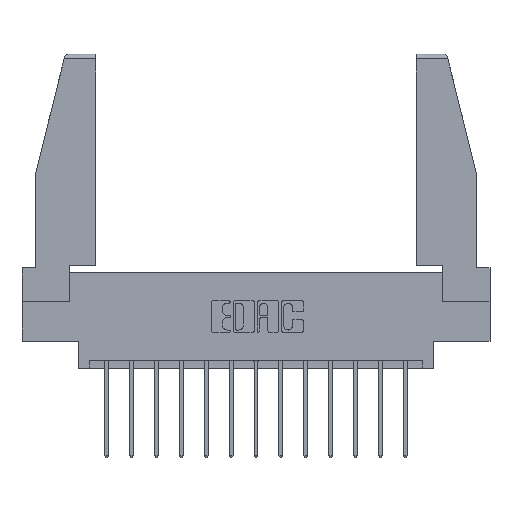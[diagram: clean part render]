
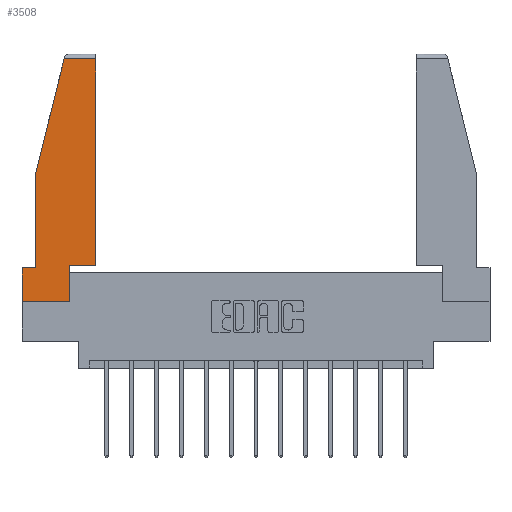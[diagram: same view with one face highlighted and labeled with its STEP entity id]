
A CAD part, top view. The second image highlights one B-rep face of the part: STEP entity #3508.
In plain terms, the highlighted planar face has unit normal (0, 0, 1).
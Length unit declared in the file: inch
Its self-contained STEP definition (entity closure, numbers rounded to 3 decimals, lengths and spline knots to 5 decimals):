
#285 = CARTESIAN_POINT ( 'NONE',  ( 0., 1.52, 0. ) ) ;
#432 = VECTOR ( 'NONE', #6811, 39.37008 ) ;
#851 = ORIENTED_EDGE ( 'NONE', *, *, #11410, .T. ) ;
#1007 = LINE ( 'NONE', #10004, #15315 ) ;
#1414 = CARTESIAN_POINT ( 'NONE',  ( 0.297, 0.223, 0. ) ) ;
#1459 = CARTESIAN_POINT ( 'NONE',  ( 0.461, 0.223, 0. ) ) ;
#1650 = LINE ( 'NONE', #15138, #4013 ) ;
#1710 = EDGE_CURVE ( 'NONE', #8543, #2314, #13067, .T. ) ;
#1795 = VERTEX_POINT ( 'NONE', #15396 ) ;
#1888 = CARTESIAN_POINT ( 'NONE',  ( 0.297, 0., 0. ) ) ;
#2155 = EDGE_CURVE ( 'NONE', #1795, #10551, #14079, .T. ) ;
#2314 = VERTEX_POINT ( 'NONE', #13846 ) ;
#2400 = CARTESIAN_POINT ( 'NONE',  ( 0.271, 1.55, 0. ) ) ;
#2418 = LINE ( 'NONE', #1459, #14198 ) ;
#2608 = DIRECTION ( 'NONE',  ( 0., -1., 0. ) ) ;
#3087 = DIRECTION ( 'NONE',  ( 0., 0., 1. ) ) ;
#3207 = ORIENTED_EDGE ( 'NONE', *, *, #1710, .T. ) ;
#3403 = CARTESIAN_POINT ( 'NONE',  ( 0.297, 0.223, 0. ) ) ;
#3508 = ADVANCED_FACE ( 'NONE', ( #8071 ), #10710, .T. ) ;
#3980 = DIRECTION ( 'NONE',  ( -1., 0., 0. ) ) ;
#4013 = VECTOR ( 'NONE', #2608, 39.37008 ) ;
#4360 = DIRECTION ( 'NONE',  ( 1., 0., 0. ) ) ;
#4585 = CARTESIAN_POINT ( 'NONE',  ( 0.086, 0.8, 0. ) ) ;
#5666 = VERTEX_POINT ( 'NONE', #10121 ) ;
#5789 = CARTESIAN_POINT ( 'NONE',  ( 0.086, 0.21, 0. ) ) ;
#6059 = DIRECTION ( 'NONE',  ( 1., 0., 0. ) ) ;
#6068 = EDGE_LOOP ( 'NONE', ( #8045, #851, #6304, #12028, #9085, #13131, #9427, #11152, #3207 ) ) ;
#6271 = DIRECTION ( 'NONE',  ( -0.239, -0.971, 0. ) ) ;
#6304 = ORIENTED_EDGE ( 'NONE', *, *, #13699, .T. ) ;
#6520 = AXIS2_PLACEMENT_3D ( 'NONE', #15886, #3087, #4360 ) ;
#6811 = DIRECTION ( 'NONE',  ( 0., 1., 0. ) ) ;
#6892 = VECTOR ( 'NONE', #13664, 39.37008 ) ;
#7066 = CARTESIAN_POINT ( 'NONE',  ( 0.297, 0., 0. ) ) ;
#7196 = LINE ( 'NONE', #2400, #8401 ) ;
#7358 = LINE ( 'NONE', #7066, #432 ) ;
#7551 = EDGE_CURVE ( 'NONE', #12928, #12130, #9299, .T. ) ;
#7998 = CARTESIAN_POINT ( 'NONE',  ( 0., 0., 0. ) ) ;
#8045 = ORIENTED_EDGE ( 'NONE', *, *, #11456, .T. ) ;
#8071 = FACE_OUTER_BOUND ( 'NONE', #6068, .T. ) ;
#8218 = VECTOR ( 'NONE', #3980, 39.37008 ) ;
#8401 = VECTOR ( 'NONE', #6271, 39.37008 ) ;
#8543 = VERTEX_POINT ( 'NONE', #1414 ) ;
#9085 = ORIENTED_EDGE ( 'NONE', *, *, #12020, .T. ) ;
#9299 = LINE ( 'NONE', #10125, #12888 ) ;
#9427 = ORIENTED_EDGE ( 'NONE', *, *, #7551, .T. ) ;
#10004 = CARTESIAN_POINT ( 'NONE',  ( 0., 0.21, 0. ) ) ;
#10121 = CARTESIAN_POINT ( 'NONE',  ( 0.461, 1.52, 0. ) ) ;
#10125 = CARTESIAN_POINT ( 'NONE',  ( 0., 0., 0. ) ) ;
#10551 = VERTEX_POINT ( 'NONE', #5789 ) ;
#10710 = PLANE ( 'NONE',  #6520 ) ;
#11152 = ORIENTED_EDGE ( 'NONE', *, *, #15271, .T. ) ;
#11410 = EDGE_CURVE ( 'NONE', #5666, #12125, #16147, .T. ) ;
#11456 = EDGE_CURVE ( 'NONE', #2314, #5666, #2418, .T. ) ;
#12020 = EDGE_CURVE ( 'NONE', #10551, #15100, #1007, .T. ) ;
#12028 = ORIENTED_EDGE ( 'NONE', *, *, #2155, .T. ) ;
#12125 = VERTEX_POINT ( 'NONE', #14554 ) ;
#12130 = VERTEX_POINT ( 'NONE', #1888 ) ;
#12888 = VECTOR ( 'NONE', #16338, 39.37008 ) ;
#12928 = VERTEX_POINT ( 'NONE', #7998 ) ;
#13067 = LINE ( 'NONE', #3403, #14680 ) ;
#13131 = ORIENTED_EDGE ( 'NONE', *, *, #14868, .T. ) ;
#13664 = DIRECTION ( 'NONE',  ( 0., -1., 0. ) ) ;
#13699 = EDGE_CURVE ( 'NONE', #12125, #1795, #7196, .T. ) ;
#13846 = CARTESIAN_POINT ( 'NONE',  ( 0.461, 0.223, 0. ) ) ;
#14079 = LINE ( 'NONE', #4585, #6892 ) ;
#14100 = DIRECTION ( 'NONE',  ( -1., 0., 0. ) ) ;
#14198 = VECTOR ( 'NONE', #15767, 39.37008 ) ;
#14554 = CARTESIAN_POINT ( 'NONE',  ( 0.2636, 1.52, 0. ) ) ;
#14680 = VECTOR ( 'NONE', #6059, 39.37008 ) ;
#14868 = EDGE_CURVE ( 'NONE', #15100, #12928, #1650, .T. ) ;
#15100 = VERTEX_POINT ( 'NONE', #15153 ) ;
#15138 = CARTESIAN_POINT ( 'NONE',  ( 0., 0.21, 0. ) ) ;
#15153 = CARTESIAN_POINT ( 'NONE',  ( 0., 0.21, 0. ) ) ;
#15271 = EDGE_CURVE ( 'NONE', #12130, #8543, #7358, .T. ) ;
#15315 = VECTOR ( 'NONE', #14100, 39.37008 ) ;
#15396 = CARTESIAN_POINT ( 'NONE',  ( 0.086, 0.8, 0. ) ) ;
#15767 = DIRECTION ( 'NONE',  ( 0., 1., 0. ) ) ;
#15886 = CARTESIAN_POINT ( 'NONE',  ( 0., 0., 0. ) ) ;
#16147 = LINE ( 'NONE', #285, #8218 ) ;
#16338 = DIRECTION ( 'NONE',  ( 1., 0., 0. ) ) ;
